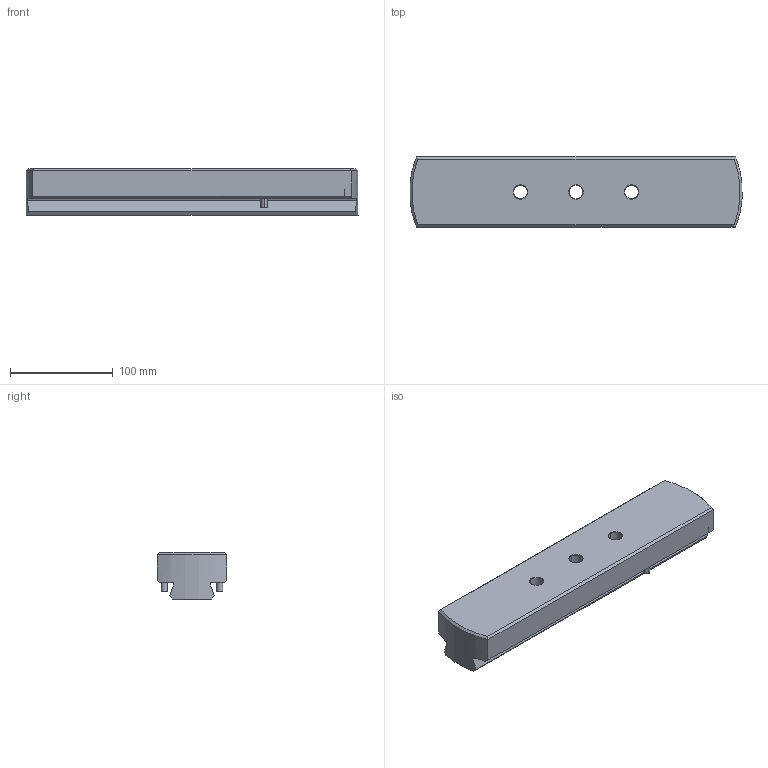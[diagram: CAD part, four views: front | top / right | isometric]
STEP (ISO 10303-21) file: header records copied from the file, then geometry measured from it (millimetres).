
FILE_DESCRIPTION(('no description'),'unknown implementation level');
FILE_NAME('2C6E9F28-4315-4FC3-9BA7-24141713D927_export.stp',' ',('CIMSOURCE GmbH'),('CADClick - KiM GmbH - www.kimweb.de'),'unknown preprocess','ACIS','unknown authorization');
FILE_SCHEMA(('automotive_design'));
Length unit declared in the file: millimetre
Products named in the file (1): Fase1
Bounding box: 322.54 x 68 x 45 mm (x, y, z)
Volume: 800391.7 mm3; surface area: 82149 mm2
Topology: 1 solids, 1 shells, 69 faces, 164 edges, 102 vertices
Faces by surface type: plane 27, cylinder 22, cone 20
Entity records: 4039 total; most frequent: CARTESIAN_POINT 511, DIRECTION 354, STYLED_ITEM 336, PRESENTATION_STYLE_ASSIGNMENT 336, COLOUR_RGB 336, ORIENTED_EDGE 328, EDGE_CURVE 164, CURVE_STYLE 164
